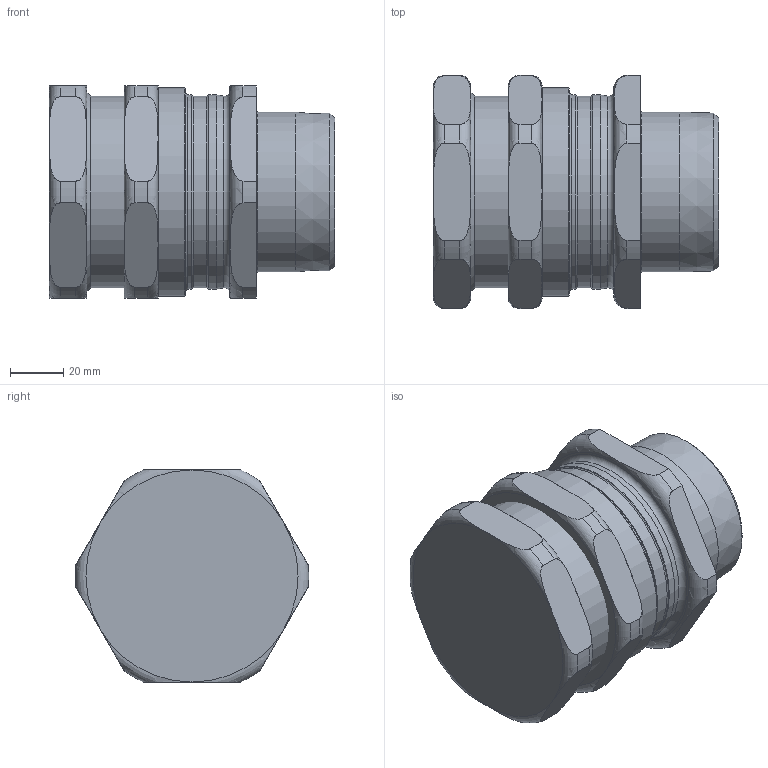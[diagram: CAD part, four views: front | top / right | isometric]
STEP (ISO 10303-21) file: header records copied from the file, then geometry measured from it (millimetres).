
FILE_DESCRIPTION(/* description */ (''),/* implementation_level */ '2;1');
FILE_NAME(/* name */ 'CSB 656N X E_2_NPT.stp',/* time_stamp */ '2021-04-20T00:37:59+05:00',/* author */ ('vinaykumark'),/* organization */ (''),/* preprocessor_version */ 'ST-DEVELOPER v18',/* originating_system */ 'Autodesk Inventor 2020',/* authorisation */ '');
FILE_SCHEMA (('AUTOMOTIVE_DESIGN { 1 0 10303 214 3 1 1 }'));
Length unit declared in the file: inch
Products named in the file (1): CSB 656N X E_2_NPT
Bounding box: 107.53 x 87.98 x 80 mm (x, y, z)
Volume: 734751.9 mm3; surface area: 89740 mm2
Topology: 6 solids, 6 shells, 281 faces, 772 edges, 523 vertices
Faces by surface type: plane 110, bspline 66, torus 58, cylinder 36, cone 11
Full cylindrical faces by diameter (mm): 56.1 x1, 56.3 x1, 59.4 x1, 60.33 x1, 62.9 x1, 65 x2, 67.4 x1, 71 x1, 72.3 x1, 72.32 x1, 73.32 x2, 73.5 x1, 76.2 x1, 78.6 x1
Entity records: 10591 total; most frequent: CARTESIAN_POINT 3359, ORIENTED_EDGE 1544, DIRECTION 1287, EDGE_CURVE 772, VERTEX_POINT 523, AXIS2_PLACEMENT_3D 485, LINE 317, VECTOR 317
